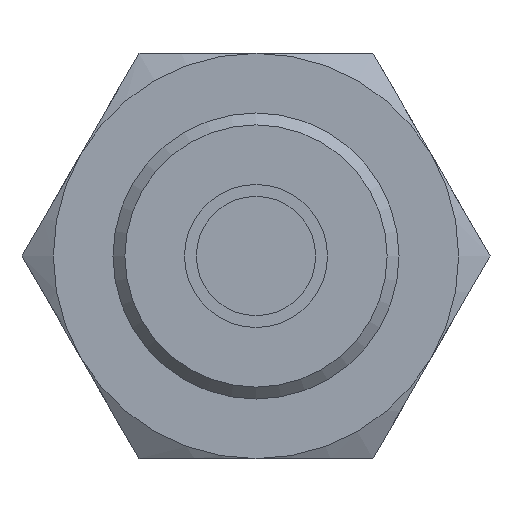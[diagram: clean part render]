
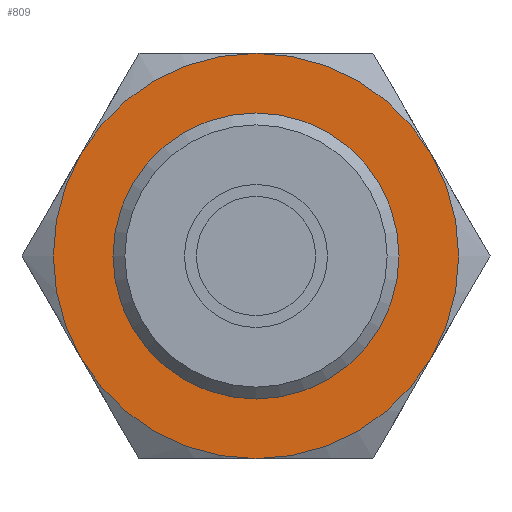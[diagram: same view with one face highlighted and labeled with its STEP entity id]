
A CAD part, front view. The second image highlights one B-rep face of the part: STEP entity #809.
In plain terms, the highlighted planar face has unit normal (0, -1, 0).
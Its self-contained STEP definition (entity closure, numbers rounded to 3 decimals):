
#118=PLANE($,#923);
#154=FACE_BOUND($,#290,.T.);
#208=FACE_OUTER_BOUND($,#289,.T.);
#289=EDGE_LOOP($,(#683,#684,#685,#686,#687,#688));
#290=EDGE_LOOP($,(#689));
#327=CIRCLE($,#893,6.);
#332=CIRCLE($,#903,8.5);
#333=CIRCLE($,#905,8.5);
#334=CIRCLE($,#907,8.5);
#335=CIRCLE($,#909,8.5);
#336=CIRCLE($,#911,8.5);
#337=CIRCLE($,#913,8.5);
#384=VERTEX_POINT($,#1361);
#393=VERTEX_POINT($,#1392);
#394=VERTEX_POINT($,#1393);
#397=VERTEX_POINT($,#1404);
#398=VERTEX_POINT($,#1408);
#400=VERTEX_POINT($,#1415);
#403=VERTEX_POINT($,#1437);
#471=EDGE_CURVE($,#384,#384,#327,.T.);
#480=EDGE_CURVE($,#393,#394,#332,.T.);
#484=EDGE_CURVE($,#397,#398,#333,.T.);
#487=EDGE_CURVE($,#400,#393,#334,.T.);
#490=EDGE_CURVE($,#398,#400,#335,.T.);
#494=EDGE_CURVE($,#403,#397,#336,.T.);
#497=EDGE_CURVE($,#394,#403,#337,.T.);
#683=ORIENTED_EDGE($,*,*,#480,.F.);
#684=ORIENTED_EDGE($,*,*,#487,.F.);
#685=ORIENTED_EDGE($,*,*,#490,.F.);
#686=ORIENTED_EDGE($,*,*,#484,.F.);
#687=ORIENTED_EDGE($,*,*,#494,.F.);
#688=ORIENTED_EDGE($,*,*,#497,.F.);
#689=ORIENTED_EDGE($,*,*,#471,.T.);
#809=ADVANCED_FACE($,(#208,#154),#118,.T.);
#893=AXIS2_PLACEMENT_3D($,#1362,#1082,#1083);
#903=AXIS2_PLACEMENT_3D($,#1394,#1102,#1103);
#905=AXIS2_PLACEMENT_3D($,#1409,#1106,#1107);
#907=AXIS2_PLACEMENT_3D($,#1419,#1110,#1111);
#909=AXIS2_PLACEMENT_3D($,#1428,#1114,#1115);
#911=AXIS2_PLACEMENT_3D($,#1441,#1118,#1119);
#913=AXIS2_PLACEMENT_3D($,#1450,#1122,#1123);
#923=AXIS2_PLACEMENT_3D($,#1490,#1142,#1143);
#1082=DIRECTION('center_axis',(0.,1.,0.));
#1083=DIRECTION('ref_axis',(1.,0.,0.));
#1102=DIRECTION('center_axis',(0.,1.,0.));
#1103=DIRECTION('ref_axis',(1.,0.,0.));
#1106=DIRECTION('center_axis',(0.,1.,0.));
#1107=DIRECTION('ref_axis',(1.,0.,0.));
#1110=DIRECTION('center_axis',(0.,1.,0.));
#1111=DIRECTION('ref_axis',(1.,0.,0.));
#1114=DIRECTION('center_axis',(0.,1.,0.));
#1115=DIRECTION('ref_axis',(1.,0.,0.));
#1118=DIRECTION('center_axis',(0.,1.,0.));
#1119=DIRECTION('ref_axis',(1.,0.,0.));
#1122=DIRECTION('center_axis',(0.,1.,0.));
#1123=DIRECTION('ref_axis',(1.,0.,0.));
#1142=DIRECTION('center_axis',(0.,-1.,0.));
#1143=DIRECTION('ref_axis',(0.,0.,-1.));
#1361=CARTESIAN_POINT('',(-6.,-28.,0.));
#1362=CARTESIAN_POINT('Origin',(0.,-28.,0.));
#1392=CARTESIAN_POINT('',(7.361,-28.,4.25));
#1393=CARTESIAN_POINT('',(7.361,-28.,-4.25));
#1394=CARTESIAN_POINT('Origin',(0.,-28.,0.));
#1404=CARTESIAN_POINT('',(-7.361,-28.,-4.25));
#1408=CARTESIAN_POINT('',(-7.361,-28.,4.25));
#1409=CARTESIAN_POINT('Origin',(0.,-28.,0.));
#1415=CARTESIAN_POINT('',(0.,-28.,8.5));
#1419=CARTESIAN_POINT('Origin',(0.,-28.,0.));
#1428=CARTESIAN_POINT('Origin',(0.,-28.,0.));
#1437=CARTESIAN_POINT('',(0.,-28.,-8.5));
#1441=CARTESIAN_POINT('Origin',(0.,-28.,0.));
#1450=CARTESIAN_POINT('Origin',(0.,-28.,0.));
#1490=CARTESIAN_POINT('Origin',(7.25,-28.,0.));
